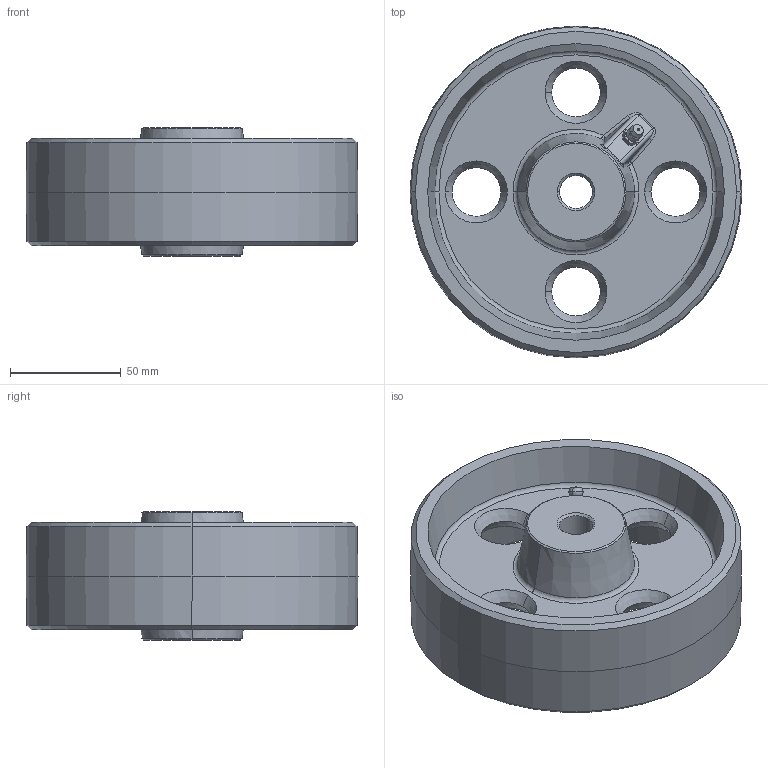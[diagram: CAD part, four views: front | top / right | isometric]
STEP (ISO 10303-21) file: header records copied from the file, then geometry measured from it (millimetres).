
FILE_DESCRIPTION (( 'STEP AP214' ), '1' );
FILE_NAME ('0010081.step', '2022-05-06T07:04:23', ( '' ), ( '' ), 'SwSTEP 2.0', 'SolidWorks 2020', '' );
FILE_SCHEMA (( 'AUTOMOTIVE_DESIGN' ));
Length unit declared in the file: millimetre
Products named in the file (1): 0010081
Bounding box: 149.97 x 149.97 x 58 mm (x, y, z)
Volume: 398681.7 mm3; surface area: 76992.7 mm2
Topology: 2 solids, 2 shells, 103 faces, 227 edges, 133 vertices
Faces by surface type: cone 50, plane 19, cylinder 11, bspline 10, torus 9, sphere 4
Entity records: 4381 total; most frequent: CARTESIAN_POINT 961, DIRECTION 498, ORIENTED_EDGE 446, EDGE_CURVE 223, AXIS2_PLACEMENT_3D 213, VERTEX_POINT 131, EDGE_LOOP 120, CIRCLE 119
